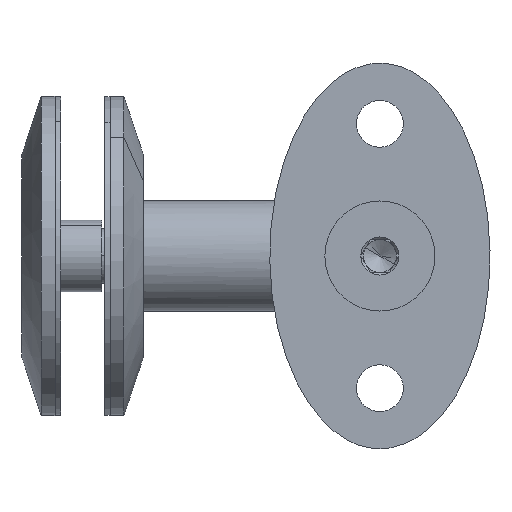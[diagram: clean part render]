
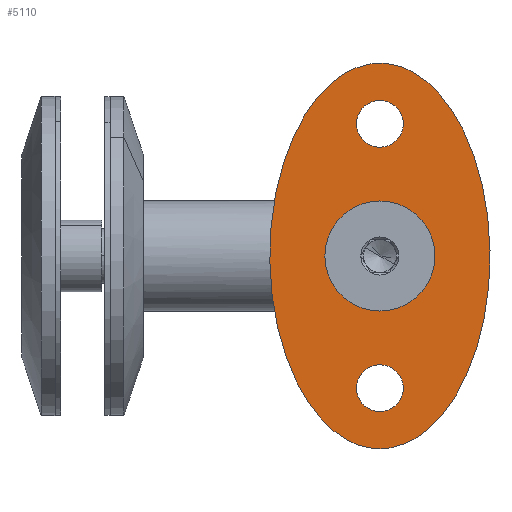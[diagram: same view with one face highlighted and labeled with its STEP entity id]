
A CAD part, left-side view. The second image highlights one B-rep face of the part: STEP entity #5110.
In plain terms, the highlighted planar face has unit normal (-1, 0, 0).
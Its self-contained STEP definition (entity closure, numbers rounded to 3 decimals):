
#178 = FACE_BOUND ( 'NONE', #4012, .T. ) ;
#252 = EDGE_CURVE ( 'NONE', #4421, #6570, #2738, .T. ) ;
#288 = DIRECTION ( 'NONE',  ( 0., 0., -1. ) ) ;
#332 = CIRCLE ( 'NONE', #2981, 10. ) ;
#401 = AXIS2_PLACEMENT_3D ( 'NONE', #2243, #1785, #1716 ) ;
#413 =( BOUNDED_CURVE ( )  B_SPLINE_CURVE ( 3, ( #3478, #519, #5678, #6199 ),
 .UNSPECIFIED., .F., .F. ) 
 B_SPLINE_CURVE_WITH_KNOTS ( ( 4, 4 ),
 ( 3.142, 6.283 ),
 .UNSPECIFIED. ) 
 CURVE ( )  GEOMETRIC_REPRESENTATION_ITEM ( )  RATIONAL_B_SPLINE_CURVE ( ( 1., 0.333, 0.333, 1. ) ) 
 REPRESENTATION_ITEM ( '' )  );
#519 = CARTESIAN_POINT ( 'NONE',  ( 0., 40., -35. ) ) ;
#551 = VERTEX_POINT ( 'NONE', #2810 ) ;
#564 = AXIS2_PLACEMENT_3D ( 'NONE', #4972, #846, #2866 ) ;
#628 = ORIENTED_EDGE ( 'NONE', *, *, #2849, .F. ) ;
#742 = FACE_BOUND ( 'NONE', #3270, .T. ) ;
#743 = DIRECTION ( 'NONE',  ( 1., 0., 0. ) ) ;
#846 = DIRECTION ( 'NONE',  ( 1., 0., 0. ) ) ;
#1019 = DIRECTION ( 'NONE',  ( 0., 0., 1. ) ) ;
#1192 = CARTESIAN_POINT ( 'NONE',  ( 0., 0., 35. ) ) ;
#1220 = DIRECTION ( 'NONE',  ( 1., 0., 0. ) ) ;
#1414 = ORIENTED_EDGE ( 'NONE', *, *, #2543, .T. ) ;
#1577 = CARTESIAN_POINT ( 'NONE',  ( 0., 0., -35. ) ) ;
#1639 = CARTESIAN_POINT ( 'NONE',  ( 0., 0., 0. ) ) ;
#1641 = CARTESIAN_POINT ( 'NONE',  ( 0., -40., -35. ) ) ;
#1644 = ORIENTED_EDGE ( 'NONE', *, *, #4287, .T. ) ;
#1716 = DIRECTION ( 'NONE',  ( 0., 0., 1. ) ) ;
#1735 = AXIS2_PLACEMENT_3D ( 'NONE', #5342, #743, #288 ) ;
#1785 = DIRECTION ( 'NONE',  ( -1., 0., 0. ) ) ;
#2016 = VERTEX_POINT ( 'NONE', #5974 ) ;
#2225 = DIRECTION ( 'NONE',  ( 0., 0., -1. ) ) ;
#2243 = CARTESIAN_POINT ( 'NONE',  ( 0., 0., -24. ) ) ;
#2246 = VERTEX_POINT ( 'NONE', #4651 ) ;
#2428 = VERTEX_POINT ( 'NONE', #4766 ) ;
#2507 = DIRECTION ( 'NONE',  ( 0., 0., -1. ) ) ;
#2530 = CARTESIAN_POINT ( 'NONE',  ( 0., 0., 24. ) ) ;
#2543 = EDGE_CURVE ( 'NONE', #6226, #2428, #6211, .T. ) ;
#2569 = CIRCLE ( 'NONE', #1735, 4.25 ) ;
#2632 = CARTESIAN_POINT ( 'NONE',  ( 0., -40., 35. ) ) ;
#2738 =( BOUNDED_CURVE ( )  B_SPLINE_CURVE ( 3, ( #1192, #2632, #1641, #1577 ),
 .UNSPECIFIED., .F., .F. ) 
 B_SPLINE_CURVE_WITH_KNOTS ( ( 4, 4 ),
 ( 0., 3.142 ),
 .UNSPECIFIED. ) 
 CURVE ( )  GEOMETRIC_REPRESENTATION_ITEM ( )  RATIONAL_B_SPLINE_CURVE ( ( 1., 0.333, 0.333, 1. ) ) 
 REPRESENTATION_ITEM ( '' )  );
#2810 = CARTESIAN_POINT ( 'NONE',  ( 0., 0., 28.25 ) ) ;
#2849 = EDGE_CURVE ( 'NONE', #6570, #4421, #413, .T. ) ;
#2866 = DIRECTION ( 'NONE',  ( 0., 0., -1. ) ) ;
#2917 = CIRCLE ( 'NONE', #4465, 4.25 ) ;
#2981 = AXIS2_PLACEMENT_3D ( 'NONE', #3274, #1220, #2225 ) ;
#2983 = ORIENTED_EDGE ( 'NONE', *, *, #252, .F. ) ;
#2996 = FACE_BOUND ( 'NONE', #5315, .T. ) ;
#3021 = DIRECTION ( 'NONE',  ( 1., 0., 0. ) ) ;
#3078 = CARTESIAN_POINT ( 'NONE',  ( 0., 0., 10. ) ) ;
#3180 = DIRECTION ( 'NONE',  ( 1., 0., 0. ) ) ;
#3270 = EDGE_LOOP ( 'NONE', ( #6010, #3533 ) ) ;
#3274 = CARTESIAN_POINT ( 'NONE',  ( 0., 0., 0. ) ) ;
#3340 = CARTESIAN_POINT ( 'NONE',  ( 0., 0., -35. ) ) ;
#3351 = ORIENTED_EDGE ( 'NONE', *, *, #4262, .T. ) ;
#3478 = CARTESIAN_POINT ( 'NONE',  ( 0., 0., -35. ) ) ;
#3533 = ORIENTED_EDGE ( 'NONE', *, *, #6475, .F. ) ;
#3718 = CIRCLE ( 'NONE', #3816, 4.25 ) ;
#3816 = AXIS2_PLACEMENT_3D ( 'NONE', #2530, #3021, #2507 ) ;
#3904 = FACE_OUTER_BOUND ( 'NONE', #6558, .T. ) ;
#4012 = EDGE_LOOP ( 'NONE', ( #1644, #1414 ) ) ;
#4019 = EDGE_CURVE ( 'NONE', #551, #2016, #3718, .T. ) ;
#4203 = PLANE ( 'NONE',  #6032 ) ;
#4262 = EDGE_CURVE ( 'NONE', #2016, #551, #2569, .T. ) ;
#4287 = EDGE_CURVE ( 'NONE', #2428, #6226, #332, .T. ) ;
#4357 = CARTESIAN_POINT ( 'NONE',  ( 0., 0., 35. ) ) ;
#4421 = VERTEX_POINT ( 'NONE', #4357 ) ;
#4440 = CARTESIAN_POINT ( 'NONE',  ( 0., 0., -19.75 ) ) ;
#4465 = AXIS2_PLACEMENT_3D ( 'NONE', #4611, #5125, #1019 ) ;
#4611 = CARTESIAN_POINT ( 'NONE',  ( 0., 0., -24. ) ) ;
#4651 = CARTESIAN_POINT ( 'NONE',  ( 0., 0., -28.25 ) ) ;
#4766 = CARTESIAN_POINT ( 'NONE',  ( 0., 0., -10. ) ) ;
#4972 = CARTESIAN_POINT ( 'NONE',  ( 0., 0., 0. ) ) ;
#5110 = ADVANCED_FACE ( 'NONE', ( #2996, #742, #178, #3904 ), #4203, .F. ) ;
#5125 = DIRECTION ( 'NONE',  ( -1., 0., 0. ) ) ;
#5296 = VERTEX_POINT ( 'NONE', #4440 ) ;
#5315 = EDGE_LOOP ( 'NONE', ( #3351, #6399 ) ) ;
#5342 = CARTESIAN_POINT ( 'NONE',  ( 0., 0., 24. ) ) ;
#5642 = CIRCLE ( 'NONE', #401, 4.25 ) ;
#5678 = CARTESIAN_POINT ( 'NONE',  ( 0., 40., 35. ) ) ;
#5974 = CARTESIAN_POINT ( 'NONE',  ( 0., 0., 19.75 ) ) ;
#6010 = ORIENTED_EDGE ( 'NONE', *, *, #6135, .F. ) ;
#6032 = AXIS2_PLACEMENT_3D ( 'NONE', #1639, #3180, #6267 ) ;
#6135 = EDGE_CURVE ( 'NONE', #5296, #2246, #2917, .T. ) ;
#6199 = CARTESIAN_POINT ( 'NONE',  ( 0., 0., 35. ) ) ;
#6211 = CIRCLE ( 'NONE', #564, 10. ) ;
#6226 = VERTEX_POINT ( 'NONE', #3078 ) ;
#6267 = DIRECTION ( 'NONE',  ( 0., 0., -1. ) ) ;
#6399 = ORIENTED_EDGE ( 'NONE', *, *, #4019, .T. ) ;
#6475 = EDGE_CURVE ( 'NONE', #2246, #5296, #5642, .T. ) ;
#6558 = EDGE_LOOP ( 'NONE', ( #2983, #628 ) ) ;
#6570 = VERTEX_POINT ( 'NONE', #3340 ) ;
